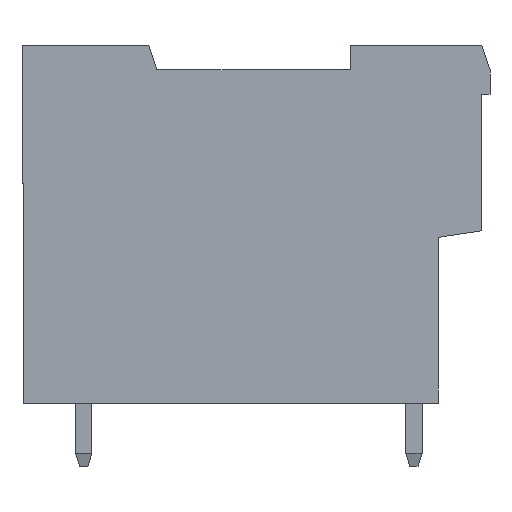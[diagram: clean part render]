
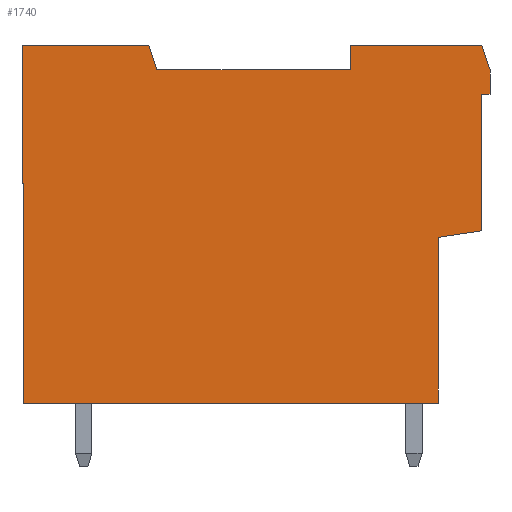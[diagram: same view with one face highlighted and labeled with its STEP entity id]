
A CAD part, left-side view. The second image highlights one B-rep face of the part: STEP entity #1740.
In plain terms, the highlighted planar face has unit normal (-1, 0, 0).
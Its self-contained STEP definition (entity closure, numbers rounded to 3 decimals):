
#1740 = ADVANCED_FACE( '', ( #3546 ), #3547, .T. );
#3546 = FACE_OUTER_BOUND( '', #5398, .T. );
#3547 = PLANE( '', #5399 );
#5398 = EDGE_LOOP( '', ( #10410, #10411, #10412, #10413, #10414, #10415, #10416, #10417, #10418, #10419, #10420, #10421, #10422, #10423, #10424 ) );
#5399 = AXIS2_PLACEMENT_3D( '', #10425, #10426, #10427 );
#10410 = ORIENTED_EDGE( '', *, *, #13225, .T. );
#10411 = ORIENTED_EDGE( '', *, *, #11794, .F. );
#10412 = ORIENTED_EDGE( '', *, *, #13045, .T. );
#10413 = ORIENTED_EDGE( '', *, *, #12693, .T. );
#10414 = ORIENTED_EDGE( '', *, *, #13376, .T. );
#10415 = ORIENTED_EDGE( '', *, *, #11782, .T. );
#10416 = ORIENTED_EDGE( '', *, *, #12866, .T. );
#10417 = ORIENTED_EDGE( '', *, *, #12467, .T. );
#10418 = ORIENTED_EDGE( '', *, *, #12896, .T. );
#10419 = ORIENTED_EDGE( '', *, *, #13377, .T. );
#10420 = ORIENTED_EDGE( '', *, *, #13204, .T. );
#10421 = ORIENTED_EDGE( '', *, *, #13307, .T. );
#10422 = ORIENTED_EDGE( '', *, *, #12706, .T. );
#10423 = ORIENTED_EDGE( '', *, *, #12316, .T. );
#10424 = ORIENTED_EDGE( '', *, *, #13378, .T. );
#10425 = CARTESIAN_POINT( '', ( -13.7, 0., 0. ) );
#10426 = DIRECTION( '', ( -1., 0., 0. ) );
#10427 = DIRECTION( '', ( 0., 0., 1. ) );
#11782 = EDGE_CURVE( '', #14371, #14369, #14372, .T. );
#11794 = EDGE_CURVE( '', #14390, #14386, #14392, .T. );
#12316 = EDGE_CURVE( '', #15237, #15235, #15238, .F. );
#12467 = EDGE_CURVE( '', #15477, #15478, #15479, .T. );
#12693 = EDGE_CURVE( '', #15809, #15807, #15810, .T. );
#12706 = EDGE_CURVE( '', #15826, #15237, #15827, .T. );
#12866 = EDGE_CURVE( '', #14369, #15477, #16048, .T. );
#12896 = EDGE_CURVE( '', #15478, #16080, #16082, .T. );
#13045 = EDGE_CURVE( '', #14390, #15809, #16286, .T. );
#13204 = EDGE_CURVE( '', #16477, #16475, #16478, .T. );
#13225 = EDGE_CURVE( '', #16502, #14386, #16503, .T. );
#13307 = EDGE_CURVE( '', #16475, #15826, #16593, .T. );
#13376 = EDGE_CURVE( '', #15807, #14371, #16672, .T. );
#13377 = EDGE_CURVE( '', #16080, #16477, #16673, .F. );
#13378 = EDGE_CURVE( '', #15235, #16502, #16674, .T. );
#14369 = VERTEX_POINT( '', #18038 );
#14371 = VERTEX_POINT( '', #18041 );
#14372 = LINE( '', #18042, #18043 );
#14386 = VERTEX_POINT( '', #18063 );
#14390 = VERTEX_POINT( '', #18069 );
#14392 = LINE( '', #18072, #18073 );
#15235 = VERTEX_POINT( '', #19288 );
#15237 = VERTEX_POINT( '', #19291 );
#15238 = LINE( '', #19292, #19293 );
#15477 = VERTEX_POINT( '', #19651 );
#15478 = VERTEX_POINT( '', #19652 );
#15479 = LINE( '', #19653, #19654 );
#15807 = VERTEX_POINT( '', #20141 );
#15809 = VERTEX_POINT( '', #20144 );
#15810 = LINE( '', #20145, #20146 );
#15826 = VERTEX_POINT( '', #20172 );
#15827 = LINE( '', #20173, #20174 );
#16048 = LINE( '', #20506, #20507 );
#16080 = VERTEX_POINT( '', #20557 );
#16082 = LINE( '', #20560, #20561 );
#16286 = LINE( '', #20875, #20876 );
#16475 = VERTEX_POINT( '', #21160 );
#16477 = VERTEX_POINT( '', #21163 );
#16478 = LINE( '', #21164, #21165 );
#16502 = VERTEX_POINT( '', #21203 );
#16503 = LINE( '', #21204, #21205 );
#16593 = LINE( '', #21330, #21331 );
#16672 = LINE( '', #21446, #21447 );
#16673 = LINE( '', #21448, #21449 );
#16674 = LINE( '', #21450, #21451 );
#18038 = CARTESIAN_POINT( '', ( -13.7, -14.05, -0.4 ) );
#18041 = CARTESIAN_POINT( '', ( -13.7, -11.37, -0.8 ) );
#18042 = CARTESIAN_POINT( '', ( -13.7, -11.37, -0.8 ) );
#18043 = VECTOR( '', #22070, 1000. );
#18063 = CARTESIAN_POINT( '', ( -13.7, 14.25, 2.5 ) );
#18069 = CARTESIAN_POINT( '', ( -13.7, 14.15, 2.5 ) );
#18072 = CARTESIAN_POINT( '', ( -13.7, 14.15, 2.5 ) );
#18073 = VECTOR( '', #22080, 1000. );
#19288 = CARTESIAN_POINT( '', ( -13.7, 6.45, 11. ) );
#19291 = CARTESIAN_POINT( '', ( -13.7, 5.95, 9.5 ) );
#19292 = CARTESIAN_POINT( '', ( -13.7, 2.505, -0.835 ) );
#19293 = VECTOR( '', #22586, 1000. );
#19651 = CARTESIAN_POINT( '', ( -13.7, -14.05, 8. ) );
#19652 = CARTESIAN_POINT( '', ( -13.7, -14.55, 8. ) );
#19653 = CARTESIAN_POINT( '', ( -13.7, -14.55, 8. ) );
#19654 = VECTOR( '', #22724, 1000. );
#20141 = CARTESIAN_POINT( '', ( -13.7, -11.37, -11. ) );
#20144 = CARTESIAN_POINT( '', ( -13.7, 14.15, -11. ) );
#20145 = CARTESIAN_POINT( '', ( -13.7, 14.25, -11. ) );
#20146 = VECTOR( '', #22930, 1000. );
#20172 = CARTESIAN_POINT( '', ( -13.7, -5.95, 9.5 ) );
#20173 = CARTESIAN_POINT( '', ( -13.7, -5.95, 9.5 ) );
#20174 = VECTOR( '', #22941, 1000. );
#20506 = CARTESIAN_POINT( '', ( -13.7, -14.05, 8. ) );
#20507 = VECTOR( '', #23065, 1000. );
#20557 = CARTESIAN_POINT( '', ( -13.7, -14.55, 9.5 ) );
#20560 = CARTESIAN_POINT( '', ( -13.7, -14.55, 8. ) );
#20561 = VECTOR( '', #23088, 1000. );
#20875 = CARTESIAN_POINT( '', ( -13.7, 14.15, 2.5 ) );
#20876 = VECTOR( '', #23214, 1000. );
#21160 = CARTESIAN_POINT( '', ( -13.7, -5.95, 11. ) );
#21163 = CARTESIAN_POINT( '', ( -13.7, -14.05, 11. ) );
#21164 = CARTESIAN_POINT( '', ( -13.7, -14.55, 11. ) );
#21165 = VECTOR( '', #23335, 1000. );
#21203 = CARTESIAN_POINT( '', ( -13.7, 14.25, 11. ) );
#21204 = CARTESIAN_POINT( '', ( -13.7, 14.25, 11. ) );
#21205 = VECTOR( '', #23350, 1000. );
#21330 = CARTESIAN_POINT( '', ( -13.7, -5.95, 11. ) );
#21331 = VECTOR( '', #23395, 1000. );
#21446 = CARTESIAN_POINT( '', ( -13.7, -11.37, -11. ) );
#21447 = VECTOR( '', #23432, 1000. );
#21448 = CARTESIAN_POINT( '', ( -13.7, -15.945, 5.315 ) );
#21449 = VECTOR( '', #23433, 1000. );
#21450 = CARTESIAN_POINT( '', ( -13.7, 5.95, 11. ) );
#21451 = VECTOR( '', #23434, 1000. );
#22070 = DIRECTION( '', ( 0., -0.989, 0.148 ) );
#22080 = DIRECTION( '', ( 0., 1., 0. ) );
#22586 = DIRECTION( '', ( 0., -0.316, -0.949 ) );
#22724 = DIRECTION( '', ( 0., -1., 0. ) );
#22930 = DIRECTION( '', ( 0., -1., 0. ) );
#22941 = DIRECTION( '', ( 0., 1., 0. ) );
#23065 = DIRECTION( '', ( 0., 0., 1. ) );
#23088 = DIRECTION( '', ( 0., 0., 1. ) );
#23214 = DIRECTION( '', ( 0., 0., -1. ) );
#23335 = DIRECTION( '', ( 0., 1., 0. ) );
#23350 = DIRECTION( '', ( 0., 0., -1. ) );
#23395 = DIRECTION( '', ( 0., 0., -1. ) );
#23432 = DIRECTION( '', ( 0., 0., 1. ) );
#23433 = DIRECTION( '', ( 0., -0.316, -0.949 ) );
#23434 = DIRECTION( '', ( 0., 1., 0. ) );
